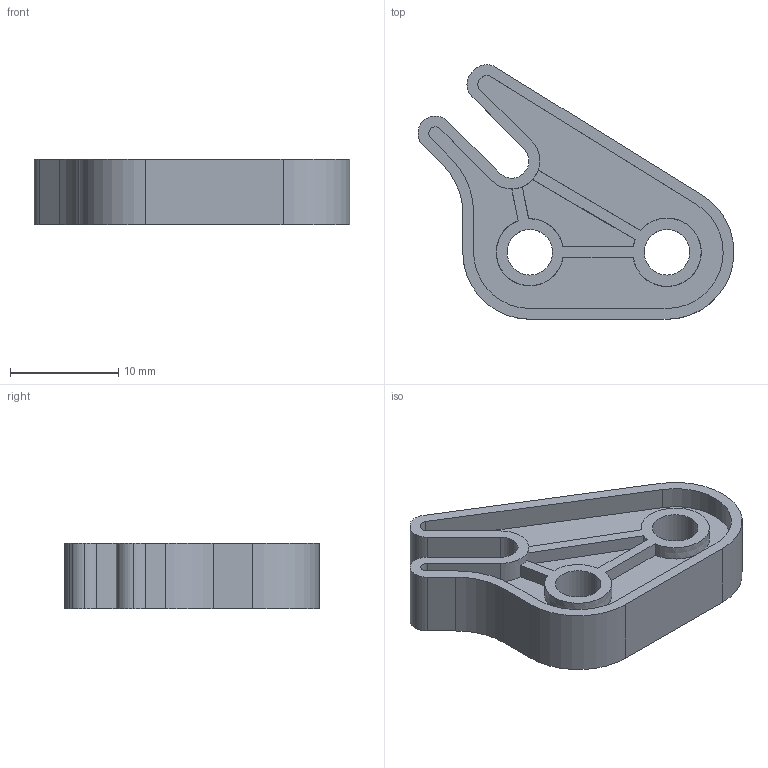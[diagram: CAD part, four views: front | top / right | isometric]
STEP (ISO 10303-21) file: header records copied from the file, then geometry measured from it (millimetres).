
FILE_DESCRIPTION (( 'STEP AP214' ), '1' );
FILE_NAME ('228-2500-157.STEP', '2014-03-06T18:44:18', ( '' ), ( '' ), 'SwSTEP 2.0', 'SolidWorks 2013', '' );
FILE_SCHEMA (( 'AUTOMOTIVE_DESIGN' ));
Length unit declared in the file: millimetre
Products named in the file (1): 228-2500-157
Bounding box: 29.24 x 23.57 x 6.1 mm (x, y, z)
Volume: 1297.6 mm3; surface area: 2071.4 mm2
Topology: 1 solids, 1 shells, 82 faces, 234 edges, 156 vertices
Faces by surface type: plane 41, cylinder 31, cone 10
Entity records: 2766 total; most frequent: CARTESIAN_POINT 545, ORIENTED_EDGE 468, DIRECTION 466, EDGE_CURVE 234, AXIS2_PLACEMENT_3D 173, VERTEX_POINT 156, LINE 120, VECTOR 120
